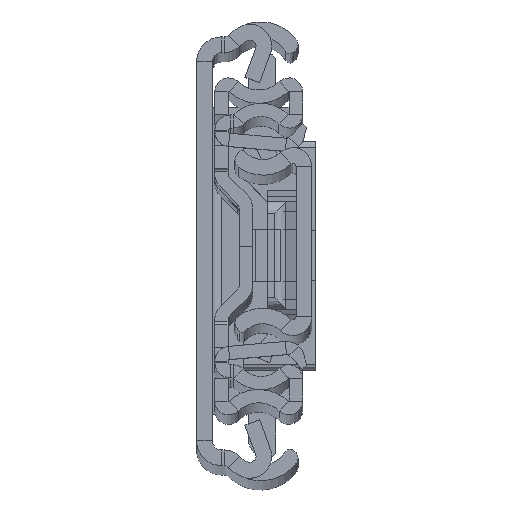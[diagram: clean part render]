
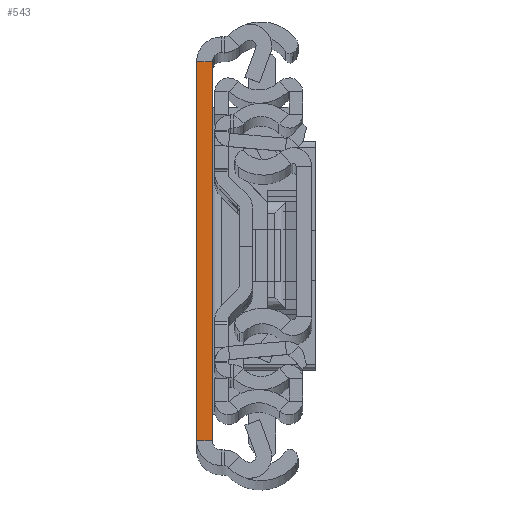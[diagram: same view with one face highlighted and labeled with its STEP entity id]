
A CAD part, top view. The second image highlights one B-rep face of the part: STEP entity #543.
In plain terms, the highlighted planar face has unit normal (0, 0, 1).
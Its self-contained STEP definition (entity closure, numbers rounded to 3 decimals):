
#543 = ADVANCED_FACE ( 'NONE', ( #14687 ), #3818, .F. ) ;
#2110 = ORIENTED_EDGE ( 'NONE', *, *, #16973, .F. ) ;
#3376 = ORIENTED_EDGE ( 'NONE', *, *, #11578, .T. ) ;
#3585 = EDGE_LOOP ( 'NONE', ( #14407, #2110, #16887, #3376 ) ) ;
#3746 = LINE ( 'NONE', #16497, #9385 ) ;
#3818 = PLANE ( 'NONE',  #8887 ) ;
#4943 = VECTOR ( 'NONE', #10840, 1000. ) ;
#5419 = CARTESIAN_POINT ( 'NONE',  ( 2.6, 31.5, 0. ) ) ;
#6161 = DIRECTION ( 'NONE',  ( 0., 1., 0. ) ) ;
#6524 = CARTESIAN_POINT ( 'NONE',  ( 2.6, -31.5, 0. ) ) ;
#7210 = CARTESIAN_POINT ( 'NONE',  ( 2.6, -31.5, 0. ) ) ;
#7390 = LINE ( 'NONE', #7210, #8995 ) ;
#7903 = CARTESIAN_POINT ( 'NONE',  ( 2.6, -31.5, 0. ) ) ;
#8105 = DIRECTION ( 'NONE',  ( 0., 1., 0. ) ) ;
#8187 = VERTEX_POINT ( 'NONE', #11565 ) ;
#8470 = VERTEX_POINT ( 'NONE', #12195 ) ;
#8471 = EDGE_CURVE ( 'NONE', #8470, #8187, #11018, .T. ) ;
#8887 = AXIS2_PLACEMENT_3D ( 'NONE', #7903, #13427, #12075 ) ;
#8995 = VECTOR ( 'NONE', #14275, 1000. ) ;
#9385 = VECTOR ( 'NONE', #8105, 1000. ) ;
#10295 = CARTESIAN_POINT ( 'NONE',  ( 0., -31.5, 0. ) ) ;
#10840 = DIRECTION ( 'NONE',  ( 1., 0., 0. ) ) ;
#11018 = LINE ( 'NONE', #5419, #4943 ) ;
#11565 = CARTESIAN_POINT ( 'NONE',  ( 2.6, 31.5, 0. ) ) ;
#11578 = EDGE_CURVE ( 'NONE', #14065, #8187, #16002, .T. ) ;
#11824 = EDGE_CURVE ( 'NONE', #15265, #14065, #7390, .T. ) ;
#12075 = DIRECTION ( 'NONE',  ( 0., 1., 0. ) ) ;
#12195 = CARTESIAN_POINT ( 'NONE',  ( 0., 31.5, 0. ) ) ;
#13427 = DIRECTION ( 'NONE',  ( 0., 0., -1. ) ) ;
#14065 = VERTEX_POINT ( 'NONE', #14239 ) ;
#14239 = CARTESIAN_POINT ( 'NONE',  ( 2.6, -31.5, 0. ) ) ;
#14275 = DIRECTION ( 'NONE',  ( 1., 0., 0. ) ) ;
#14407 = ORIENTED_EDGE ( 'NONE', *, *, #8471, .F. ) ;
#14687 = FACE_OUTER_BOUND ( 'NONE', #3585, .T. ) ;
#15265 = VERTEX_POINT ( 'NONE', #10295 ) ;
#16002 = LINE ( 'NONE', #6524, #17343 ) ;
#16497 = CARTESIAN_POINT ( 'NONE',  ( 0., -31.5, 0. ) ) ;
#16887 = ORIENTED_EDGE ( 'NONE', *, *, #11824, .T. ) ;
#16973 = EDGE_CURVE ( 'NONE', #15265, #8470, #3746, .T. ) ;
#17343 = VECTOR ( 'NONE', #6161, 1000. ) ;
